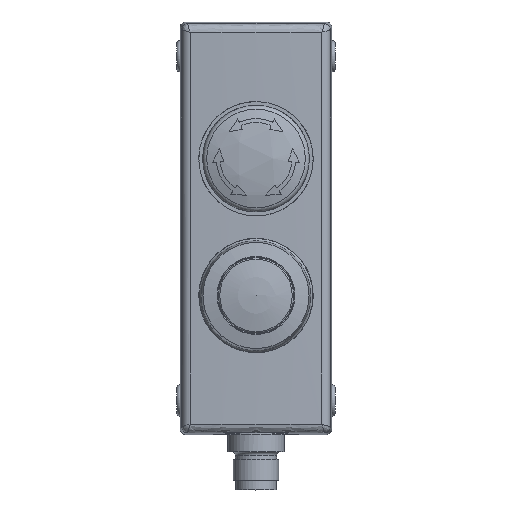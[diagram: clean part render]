
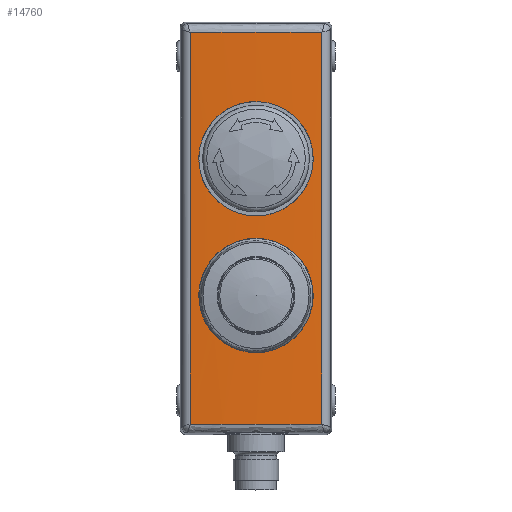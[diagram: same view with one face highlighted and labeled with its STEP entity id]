
A CAD part, top view. The second image highlights one B-rep face of the part: STEP entity #14760.
In plain terms, the highlighted cylindrical face has radius 400 mm (diameter 800 mm), a partial arc.
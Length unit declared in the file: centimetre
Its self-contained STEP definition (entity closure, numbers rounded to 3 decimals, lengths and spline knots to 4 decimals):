
#39=ELLIPSE('',#16462,40.0543,40.);
#42=ELLIPSE('',#16466,40.0543,40.);
#731=FACE_BOUND('',#4784,.T.);
#732=FACE_BOUND('',#4785,.T.);
#1248=B_SPLINE_CURVE_WITH_KNOTS('',3,(#28614,#28615,#28616,#28617,#28618,
#28619,#28620,#28621,#28622,#28623,#28624,#28625,#28626,#28627,#28628,#28629,
#28630,#28631),.UNSPECIFIED.,.F.,.F.,(4,2,2,2,2,2,2,2,4),(2.2679,
2.8349,3.4018,3.9688,4.5358,5.1027,
5.6697,6.2367,6.8037),.UNSPECIFIED.);
#1249=B_SPLINE_CURVE_WITH_KNOTS('',3,(#28632,#28633,#28634,#28635,#28636,
#28637,#28638,#28639,#28640,#28641,#28642,#28643,#28644,#28645,#28646,#28647,
#28648,#28649,#28650),.UNSPECIFIED.,.F.,.F.,(4,2,2,2,3,2,2,2,4),(6.8037,
7.3706,7.9376,8.5046,9.0715,9.6385,
10.2055,10.7724,11.3394),.UNSPECIFIED.);
#1250=B_SPLINE_CURVE_WITH_KNOTS('',3,(#28657,#28658,#28659,#28660,#28661,
#28662,#28663,#28664,#28665,#28666,#28667,#28668,#28669,#28670,#28671,#28672,
#28673,#28674),.UNSPECIFIED.,.F.,.F.,(4,2,2,2,2,2,2,2,4),(2.2679,
2.8349,3.4018,3.9688,4.5358,5.1027,
5.6697,6.2367,6.8037),.UNSPECIFIED.);
#1251=B_SPLINE_CURVE_WITH_KNOTS('',3,(#28675,#28676,#28677,#28678,#28679,
#28680,#28681,#28682,#28683,#28684,#28685,#28686,#28687,#28688,#28689,#28690,
#28691,#28692,#28693),.UNSPECIFIED.,.F.,.F.,(4,2,2,2,3,2,2,2,4),(6.8037,
7.3706,7.9376,8.5046,9.0715,9.6385,
10.2055,10.7724,11.3394),.UNSPECIFIED.);
#1784=LINE('',#29323,#2356);
#1786=LINE('',#29348,#2358);
#2356=VECTOR('',#20376,10.3074);
#2358=VECTOR('',#20384,10.3074);
#2557=CYLINDRICAL_SURFACE('',#16478,40.);
#3821=FACE_OUTER_BOUND('',#4783,.T.);
#4783=EDGE_LOOP('',(#13675,#13676,#13677,#13678));
#4784=EDGE_LOOP('',(#13679,#13680));
#4785=EDGE_LOOP('',(#13681,#13682));
#6994=VERTEX_POINT('',#28612);
#6995=VERTEX_POINT('',#28613);
#6997=VERTEX_POINT('',#28655);
#6998=VERTEX_POINT('',#28656);
#7079=VERTEX_POINT('',#28995);
#7084=VERTEX_POINT('',#29086);
#7089=VERTEX_POINT('',#29187);
#7094=VERTEX_POINT('',#29282);
#9172=EDGE_CURVE('',#6994,#6995,#1248,.T.);
#9173=EDGE_CURVE('',#6995,#6994,#1249,.T.);
#9175=EDGE_CURVE('',#6997,#6998,#1250,.T.);
#9176=EDGE_CURVE('',#6998,#6997,#1251,.T.);
#9304=EDGE_CURVE('',#7079,#7094,#39,.T.);
#9307=EDGE_CURVE('',#7094,#7089,#1784,.T.);
#9309=EDGE_CURVE('',#7089,#7084,#42,.T.);
#9311=EDGE_CURVE('',#7084,#7079,#1786,.T.);
#13675=ORIENTED_EDGE('',*,*,#9304,.F.);
#13676=ORIENTED_EDGE('',*,*,#9311,.F.);
#13677=ORIENTED_EDGE('',*,*,#9309,.F.);
#13678=ORIENTED_EDGE('',*,*,#9307,.F.);
#13679=ORIENTED_EDGE('',*,*,#9172,.T.);
#13680=ORIENTED_EDGE('',*,*,#9173,.T.);
#13681=ORIENTED_EDGE('',*,*,#9175,.T.);
#13682=ORIENTED_EDGE('',*,*,#9176,.T.);
#14760=ADVANCED_FACE('',(#3821,#731,#732),#2557,.T.);
#16462=AXIS2_PLACEMENT_3D('',#29319,#20369,#20370);
#16466=AXIS2_PLACEMENT_3D('',#29345,#20379,#20380);
#16478=AXIS2_PLACEMENT_3D('',#29372,#20411,#20412);
#20369=DIRECTION('center_axis',(0.,-0.999,
0.052));
#20370=DIRECTION('ref_axis',(0.,0.052,0.999));
#20376=DIRECTION('',(0.,1.,0.));
#20379=DIRECTION('center_axis',(0.,0.999,
0.052));
#20380=DIRECTION('ref_axis',(0.,-0.052,
0.999));
#20384=DIRECTION('',(0.,-1.,0.));
#20411=DIRECTION('center_axis',(0.,1.,0.));
#20412=DIRECTION('ref_axis',(-0.049,0.,-0.999));
#28612=CARTESIAN_POINT('',(0.,3.335,2.66));
#28613=CARTESIAN_POINT('',(0.,0.325,2.66));
#28614=CARTESIAN_POINT('Ctrl Pts',(0.,3.335,2.66));
#28615=CARTESIAN_POINT('Ctrl Pts',(0.189,3.335,2.66));
#28616=CARTESIAN_POINT('Ctrl Pts',(0.3906,3.2972,2.6585));
#28617=CARTESIAN_POINT('Ctrl Pts',(0.7614,3.1436,2.6532));
#28618=CARTESIAN_POINT('Ctrl Pts',(0.9306,3.0278,2.6494));
#28619=CARTESIAN_POINT('Ctrl Pts',(1.1978,2.7606,2.6423));
#28620=CARTESIAN_POINT('Ctrl Pts',(1.3136,2.5914,2.6385));
#28621=CARTESIAN_POINT('Ctrl Pts',(1.4672,2.2206,2.6332));
#28622=CARTESIAN_POINT('Ctrl Pts',(1.505,2.019,2.6317));
#28623=CARTESIAN_POINT('Ctrl Pts',(1.505,1.641,2.6317));
#28624=CARTESIAN_POINT('Ctrl Pts',(1.4672,1.4394,2.6332));
#28625=CARTESIAN_POINT('Ctrl Pts',(1.3136,1.0686,2.6385));
#28626=CARTESIAN_POINT('Ctrl Pts',(1.1978,0.8994,2.6423));
#28627=CARTESIAN_POINT('Ctrl Pts',(0.9306,0.6322,
2.6494));
#28628=CARTESIAN_POINT('Ctrl Pts',(0.7614,0.5164,
2.6532));
#28629=CARTESIAN_POINT('Ctrl Pts',(0.3906,0.3628,2.6585));
#28630=CARTESIAN_POINT('Ctrl Pts',(0.189,0.325,
2.66));
#28631=CARTESIAN_POINT('Ctrl Pts',(0.,0.325,
2.66));
#28632=CARTESIAN_POINT('Ctrl Pts',(0.,0.325,
2.66));
#28633=CARTESIAN_POINT('Ctrl Pts',(-0.189,0.325,
2.66));
#28634=CARTESIAN_POINT('Ctrl Pts',(-0.3906,0.3628,
2.6585));
#28635=CARTESIAN_POINT('Ctrl Pts',(-0.7614,0.5164,
2.6532));
#28636=CARTESIAN_POINT('Ctrl Pts',(-0.9306,0.6322,
2.6494));
#28637=CARTESIAN_POINT('Ctrl Pts',(-1.1978,0.8994,2.6423));
#28638=CARTESIAN_POINT('Ctrl Pts',(-1.3136,1.0686,2.6385));
#28639=CARTESIAN_POINT('Ctrl Pts',(-1.4672,1.4394,2.6332));
#28640=CARTESIAN_POINT('Ctrl Pts',(-1.505,1.641,2.6317));
#28641=CARTESIAN_POINT('Ctrl Pts',(-1.505,1.83,2.6317));
#28642=CARTESIAN_POINT('Ctrl Pts',(-1.505,2.019,2.6317));
#28643=CARTESIAN_POINT('Ctrl Pts',(-1.4672,2.2206,2.6332));
#28644=CARTESIAN_POINT('Ctrl Pts',(-1.3136,2.5914,2.6385));
#28645=CARTESIAN_POINT('Ctrl Pts',(-1.1978,2.7606,2.6423));
#28646=CARTESIAN_POINT('Ctrl Pts',(-0.9306,3.0278,
2.6494));
#28647=CARTESIAN_POINT('Ctrl Pts',(-0.7614,3.1436,
2.6532));
#28648=CARTESIAN_POINT('Ctrl Pts',(-0.3906,3.2972,
2.6585));
#28649=CARTESIAN_POINT('Ctrl Pts',(-0.189,3.335,2.66));
#28650=CARTESIAN_POINT('Ctrl Pts',(0.,3.335,2.66));
#28655=CARTESIAN_POINT('',(0.,-0.265,2.66));
#28656=CARTESIAN_POINT('',(0.,-3.275,2.66));
#28657=CARTESIAN_POINT('Ctrl Pts',(0.,-0.265,
2.66));
#28658=CARTESIAN_POINT('Ctrl Pts',(0.189,-0.265,
2.66));
#28659=CARTESIAN_POINT('Ctrl Pts',(0.3906,-0.3028,
2.6585));
#28660=CARTESIAN_POINT('Ctrl Pts',(0.7614,-0.4564,
2.6532));
#28661=CARTESIAN_POINT('Ctrl Pts',(0.9306,-0.5722,
2.6494));
#28662=CARTESIAN_POINT('Ctrl Pts',(1.1978,-0.8394,2.6423));
#28663=CARTESIAN_POINT('Ctrl Pts',(1.3136,-1.0086,2.6385));
#28664=CARTESIAN_POINT('Ctrl Pts',(1.4672,-1.3794,2.6332));
#28665=CARTESIAN_POINT('Ctrl Pts',(1.505,-1.581,2.6317));
#28666=CARTESIAN_POINT('Ctrl Pts',(1.505,-1.959,2.6317));
#28667=CARTESIAN_POINT('Ctrl Pts',(1.4672,-2.1606,2.6332));
#28668=CARTESIAN_POINT('Ctrl Pts',(1.3136,-2.5314,2.6385));
#28669=CARTESIAN_POINT('Ctrl Pts',(1.1978,-2.7006,2.6423));
#28670=CARTESIAN_POINT('Ctrl Pts',(0.9306,-2.9678,2.6494));
#28671=CARTESIAN_POINT('Ctrl Pts',(0.7614,-3.0836,2.6532));
#28672=CARTESIAN_POINT('Ctrl Pts',(0.3906,-3.2372,
2.6585));
#28673=CARTESIAN_POINT('Ctrl Pts',(0.189,-3.275,2.66));
#28674=CARTESIAN_POINT('Ctrl Pts',(0.,-3.275,2.66));
#28675=CARTESIAN_POINT('Ctrl Pts',(0.,-3.275,2.66));
#28676=CARTESIAN_POINT('Ctrl Pts',(-0.189,-3.275,2.66));
#28677=CARTESIAN_POINT('Ctrl Pts',(-0.3906,-3.2372,
2.6585));
#28678=CARTESIAN_POINT('Ctrl Pts',(-0.7614,-3.0836,
2.6532));
#28679=CARTESIAN_POINT('Ctrl Pts',(-0.9306,-2.9678,
2.6494));
#28680=CARTESIAN_POINT('Ctrl Pts',(-1.1978,-2.7006,2.6423));
#28681=CARTESIAN_POINT('Ctrl Pts',(-1.3136,-2.5314,
2.6385));
#28682=CARTESIAN_POINT('Ctrl Pts',(-1.4672,-2.1606,
2.6332));
#28683=CARTESIAN_POINT('Ctrl Pts',(-1.505,-1.959,2.6317));
#28684=CARTESIAN_POINT('Ctrl Pts',(-1.505,-1.77,2.6317));
#28685=CARTESIAN_POINT('Ctrl Pts',(-1.505,-1.581,2.6317));
#28686=CARTESIAN_POINT('Ctrl Pts',(-1.4672,-1.3794,
2.6332));
#28687=CARTESIAN_POINT('Ctrl Pts',(-1.3136,-1.0086,2.6385));
#28688=CARTESIAN_POINT('Ctrl Pts',(-1.1978,-0.8394,
2.6423));
#28689=CARTESIAN_POINT('Ctrl Pts',(-0.9306,-0.5722,
2.6494));
#28690=CARTESIAN_POINT('Ctrl Pts',(-0.7614,-0.4564,
2.6532));
#28691=CARTESIAN_POINT('Ctrl Pts',(-0.3906,-0.3028,
2.6585));
#28692=CARTESIAN_POINT('Ctrl Pts',(-0.189,-0.265,
2.66));
#28693=CARTESIAN_POINT('Ctrl Pts',(0.,-0.265,
2.66));
#28995=CARTESIAN_POINT('',(1.7337,-5.1537,2.6224));
#29086=CARTESIAN_POINT('',(1.7337,5.1537,2.6224));
#29187=CARTESIAN_POINT('',(-1.7337,5.1537,2.6224));
#29282=CARTESIAN_POINT('',(-1.7337,-5.1537,2.6224));
#29319=CARTESIAN_POINT('Origin',(0.,-7.2358,-37.34));
#29323=CARTESIAN_POINT('',(-1.7337,-5.43,2.6224));
#29345=CARTESIAN_POINT('Origin',(0.,7.2358,-37.34));
#29348=CARTESIAN_POINT('',(1.7337,-5.43,2.6224));
#29372=CARTESIAN_POINT('Origin',(0.,-5.43,-37.34));
